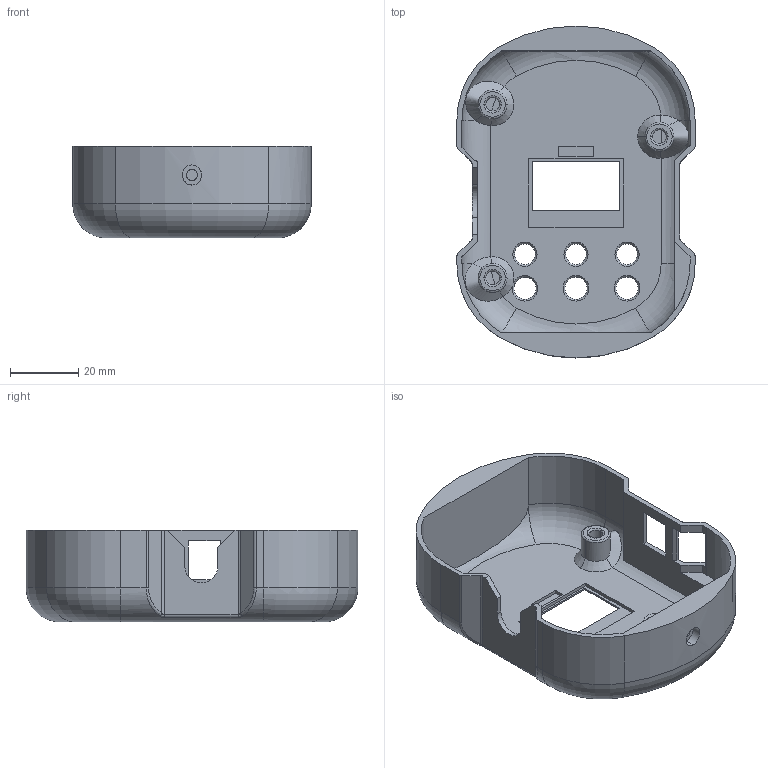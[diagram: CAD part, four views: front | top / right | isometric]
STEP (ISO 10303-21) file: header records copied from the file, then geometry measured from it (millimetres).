
FILE_DESCRIPTION (( 'STEP AP214' ), '1' );
FILE_NAME ('shellfront.STEP', '2025-05-29T11:23:36', ( '' ), ( '' ), 'SwSTEP 2.0', 'SolidWorks 2024', '' );
FILE_SCHEMA (( 'AUTOMOTIVE_DESIGN' ));
Length unit declared in the file: millimetre
Products named in the file (1): shellfront
Bounding box: 70 x 97.5 x 27 mm (x, y, z)
Volume: 25734.1 mm3; surface area: 24426 mm2
Topology: 1 solids, 1 shells, 267 faces, 715 edges, 456 vertices
Faces by surface type: plane 112, cylinder 92, torus 28, bspline 18, cone 17
Entity records: 10801 total; most frequent: CARTESIAN_POINT 4078, ORIENTED_EDGE 1430, DIRECTION 1390, EDGE_CURVE 715, AXIS2_PLACEMENT_3D 497, VERTEX_POINT 456, LINE 396, VECTOR 396
